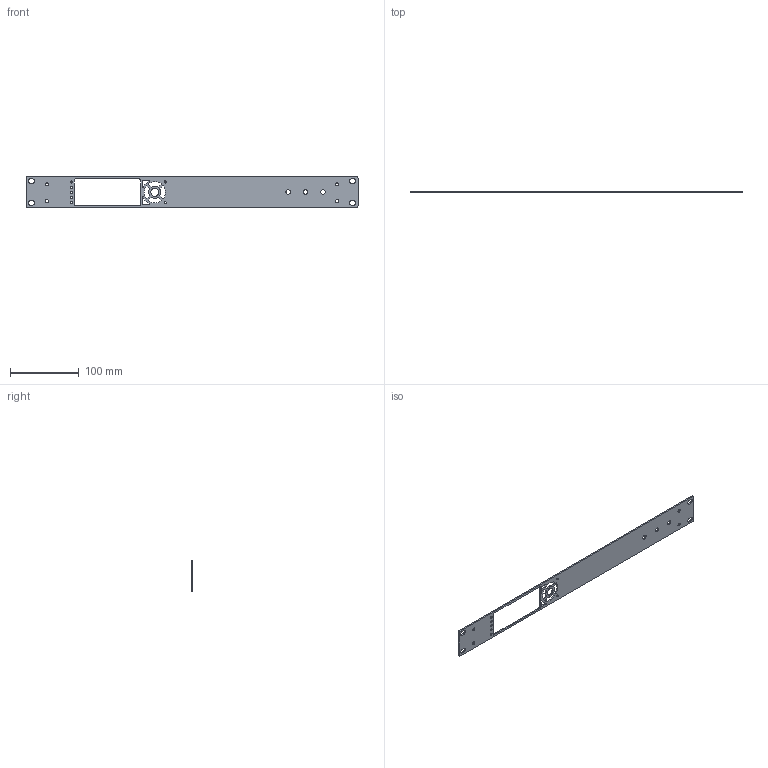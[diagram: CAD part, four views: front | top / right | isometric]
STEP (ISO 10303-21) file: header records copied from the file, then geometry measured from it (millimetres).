
FILE_DESCRIPTION(('FreeCAD Model'),'2;1');
FILE_NAME('Open CASCADE Shape Model','2025-03-03T16:54:13',(''),(''), 'Open CASCADE STEP processor 7.6','FreeCAD','Unknown');
FILE_SCHEMA(('AUTOMOTIVE_DESIGN { 1 0 10303 214 1 1 1 1 }'));
Length unit declared in the file: millimetre
Products named in the file (1): Rack Face
Bounding box: 482.6 x 2.03 x 44.45 mm (x, y, z)
Volume: 33800.3 mm3; surface area: 37129.8 mm2
Topology: 1 solids, 1 shells, 95 faces, 279 edges, 186 vertices
Faces by surface type: cylinder 65, plane 30
Full cylindrical faces by diameter (mm): 3 x4, 3.302 x3, 4.5 x4, 6.5 x3, 11.5 x1
Entity records: 3350 total; most frequent: DIRECTION 600, CARTESIAN_POINT 562, ORIENTED_EDGE 558, EDGE_CURVE 279, AXIS2_PLACEMENT_3D 226, VERTEX_POINT 186, LINE 148, VECTOR 148
